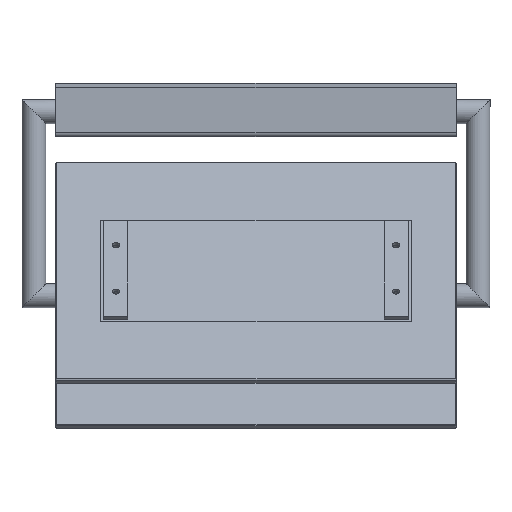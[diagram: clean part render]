
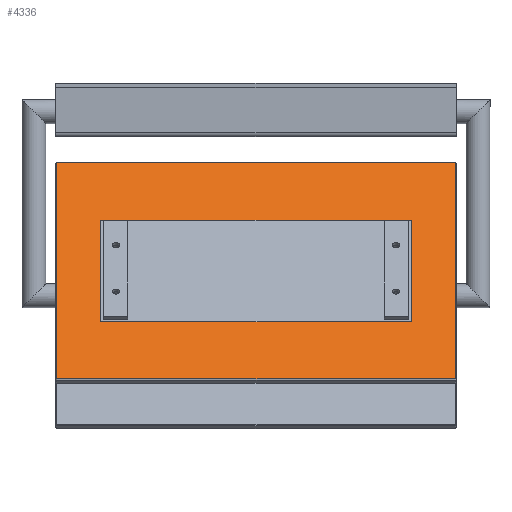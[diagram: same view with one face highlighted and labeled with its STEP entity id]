
A CAD part, top view. The second image highlights one B-rep face of the part: STEP entity #4336.
In plain terms, the highlighted planar face has unit normal (0, 0.687, 0.727).
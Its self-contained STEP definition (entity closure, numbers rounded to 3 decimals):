
#88=FACE_BOUND('',#752,.T.);
#226=PLANE('',#4773);
#468=FACE_OUTER_BOUND('',#751,.T.);
#751=EDGE_LOOP('',(#3795,#3796,#3797,#3798));
#752=EDGE_LOOP('',(#3799,#3800,#3801,#3802));
#1120=LINE('',#7084,#1538);
#1123=LINE('',#7089,#1541);
#1125=LINE('',#7093,#1543);
#1126=LINE('',#7095,#1544);
#1139=LINE('',#7123,#1557);
#1140=LINE('',#7125,#1558);
#1141=LINE('',#7127,#1559);
#1142=LINE('',#7128,#1560);
#1538=VECTOR('',#5819,1000.);
#1541=VECTOR('',#5824,1000.);
#1543=VECTOR('',#5828,1000.);
#1544=VECTOR('',#5831,1000.);
#1557=VECTOR('',#5854,1000.);
#1558=VECTOR('',#5855,1000.);
#1559=VECTOR('',#5856,1000.);
#1560=VECTOR('',#5857,1000.);
#2159=VERTEX_POINT('',#7081);
#2160=VERTEX_POINT('',#7083);
#2161=VERTEX_POINT('',#7087);
#2162=VERTEX_POINT('',#7091);
#2171=VERTEX_POINT('',#7121);
#2172=VERTEX_POINT('',#7122);
#2173=VERTEX_POINT('',#7124);
#2174=VERTEX_POINT('',#7126);
#2712=EDGE_CURVE('',#2159,#2160,#1120,.T.);
#2715=EDGE_CURVE('',#2161,#2159,#1123,.T.);
#2717=EDGE_CURVE('',#2162,#2161,#1125,.T.);
#2718=EDGE_CURVE('',#2160,#2162,#1126,.T.);
#2731=EDGE_CURVE('',#2171,#2172,#1139,.T.);
#2732=EDGE_CURVE('',#2172,#2173,#1140,.T.);
#2733=EDGE_CURVE('',#2173,#2174,#1141,.T.);
#2734=EDGE_CURVE('',#2174,#2171,#1142,.T.);
#3795=ORIENTED_EDGE('',*,*,#2731,.T.);
#3796=ORIENTED_EDGE('',*,*,#2732,.T.);
#3797=ORIENTED_EDGE('',*,*,#2733,.T.);
#3798=ORIENTED_EDGE('',*,*,#2734,.T.);
#3799=ORIENTED_EDGE('',*,*,#2715,.F.);
#3800=ORIENTED_EDGE('',*,*,#2717,.F.);
#3801=ORIENTED_EDGE('',*,*,#2718,.F.);
#3802=ORIENTED_EDGE('',*,*,#2712,.F.);
#4336=ADVANCED_FACE('',(#468,#88),#226,.T.);
#4773=AXIS2_PLACEMENT_3D('',#7120,#5852,#5853);
#5819=DIRECTION('',(1.,0.,0.));
#5824=DIRECTION('',(0.,-0.727,0.687));
#5828=DIRECTION('',(-1.,0.,0.));
#5831=DIRECTION('',(0.,0.727,-0.687));
#5852=DIRECTION('center_axis',(0.,0.687,0.727));
#5853=DIRECTION('ref_axis',(0.,-0.727,0.687));
#5854=DIRECTION('',(0.,0.727,-0.687));
#5855=DIRECTION('',(-1.,0.,0.));
#5856=DIRECTION('',(0.,-0.727,0.687));
#5857=DIRECTION('',(1.,0.,0.));
#7081=CARTESIAN_POINT('',(-77.5,-117.073,37.123));
#7083=CARTESIAN_POINT('',(77.5,-117.073,37.123));
#7084=CARTESIAN_POINT('',(-77.5,-117.073,37.123));
#7087=CARTESIAN_POINT('',(-77.5,-66.199,-10.959));
#7089=CARTESIAN_POINT('',(-77.5,-66.199,-10.959));
#7091=CARTESIAN_POINT('',(77.5,-66.199,-10.959));
#7093=CARTESIAN_POINT('',(77.5,-66.199,-10.959));
#7095=CARTESIAN_POINT('',(77.5,-117.073,37.123));
#7120=CARTESIAN_POINT('Origin',(99.5,-145.781,64.254));
#7121=CARTESIAN_POINT('',(99.5,-145.781,64.254));
#7122=CARTESIAN_POINT('',(99.5,-37.492,-38.091));
#7123=CARTESIAN_POINT('',(99.5,-145.781,64.254));
#7124=CARTESIAN_POINT('',(-99.5,-37.492,-38.091));
#7125=CARTESIAN_POINT('',(99.5,-37.492,-38.091));
#7126=CARTESIAN_POINT('',(-99.5,-145.781,64.254));
#7127=CARTESIAN_POINT('',(-99.5,-145.781,64.254));
#7128=CARTESIAN_POINT('',(99.5,-145.781,64.254));
